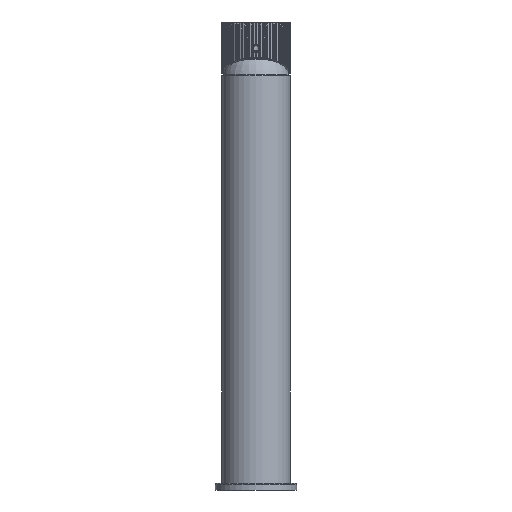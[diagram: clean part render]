
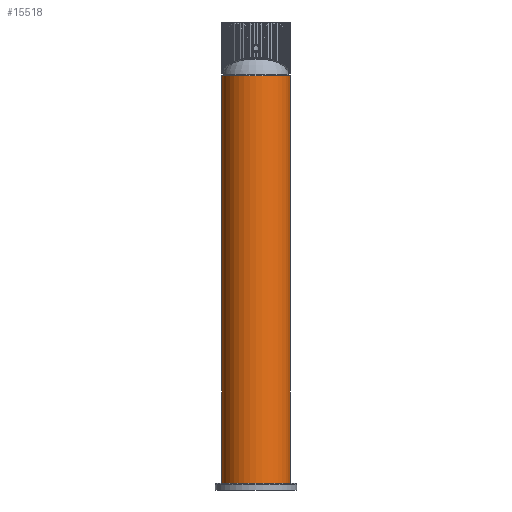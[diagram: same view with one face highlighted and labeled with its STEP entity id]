
A CAD part, left-side view. The second image highlights one B-rep face of the part: STEP entity #15518.
In plain terms, the highlighted cylindrical face has radius 21 mm (diameter 42 mm), a full revolution.
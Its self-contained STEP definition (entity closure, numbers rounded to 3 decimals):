
#2172=CIRCLE('',#23024,21.);
#2173=CIRCLE('',#23025,21.);
#2902=CYLINDRICAL_SURFACE('',#23023,21.);
#3216=ORIENTED_EDGE('',*,*,#8082,.T.);
#3217=ORIENTED_EDGE('',*,*,#8083,.T.);
#3218=ORIENTED_EDGE('',*,*,#8084,.F.);
#8082=EDGE_CURVE('',#10515,#10515,#2172,.F.);
#8083=EDGE_CURVE('',#10516,#10516,#2173,.T.);
#8084=EDGE_CURVE('',#10517,#10517,#12037,.T.);
#10515=VERTEX_POINT('',#29817);
#10516=VERTEX_POINT('',#29819);
#10517=VERTEX_POINT('',#29837);
#12037=B_SPLINE_CURVE_WITH_KNOTS('',3,(#29820,#29821,#29822,#29823,#29824,
#29825,#29826,#29827,#29828,#29829,#29830,#29831,#29832,#29833,#29834,#29835,
#29836),.UNSPECIFIED.,.T.,.F.,(1,1,1,1,1,1,1,1,1,1,1,1,1,1,1,1,1,1,1,1,
1),(-0.007,-0.005,-0.002,0.,
0.002,0.005,0.009,0.012,
0.014,0.017,0.019,0.021,
0.024,0.028,0.031,0.033,
0.035,0.038,0.04,0.042,
0.047),.UNSPECIFIED.);
#12847=EDGE_LOOP('',(#3216));
#12848=EDGE_LOOP('',(#3217));
#12849=EDGE_LOOP('',(#3218));
#14029=FACE_BOUND('',#12847,.T.);
#14030=FACE_BOUND('',#12848,.T.);
#14031=FACE_BOUND('',#12849,.T.);
#15518=ADVANCED_FACE('',(#14029,#14030,#14031),#2902,.T.);
#23023=AXIS2_PLACEMENT_3D('',#29815,#24604,#24605);
#23024=AXIS2_PLACEMENT_3D('',#29816,#24606,#24607);
#23025=AXIS2_PLACEMENT_3D('',#29818,#24608,#24609);
#24604=DIRECTION('',(0.,0.,1.));
#24605=DIRECTION('',(1.,0.,0.));
#24606=DIRECTION('',(0.,0.,-1.));
#24607=DIRECTION('',(-1.,0.,0.));
#24608=DIRECTION('',(0.,0.,-1.));
#24609=DIRECTION('',(-1.,0.,0.));
#29815=CARTESIAN_POINT('',(0.,0.,0.));
#29816=CARTESIAN_POINT('',(0.,0.,0.2));
#29817=CARTESIAN_POINT('',(-21.,0.,0.2));
#29818=CARTESIAN_POINT('',(0.,0.,248.8));
#29819=CARTESIAN_POINT('',(-21.,0.,248.8));
#29820=CARTESIAN_POINT('',(20.795,3.162,236.281));
#29821=CARTESIAN_POINT('',(21.027,0.891,237.094));
#29822=CARTESIAN_POINT('',(20.989,-1.526,236.964));
#29823=CARTESIAN_POINT('',(20.607,-4.412,235.585));
#29824=CARTESIAN_POINT('',(20.081,-6.137,232.706));
#29825=CARTESIAN_POINT('',(20.137,-5.967,229.479));
#29826=CARTESIAN_POINT('',(20.431,-4.928,227.313));
#29827=CARTESIAN_POINT('',(20.796,-3.156,225.716));
#29828=CARTESIAN_POINT('',(21.027,-0.894,224.907));
#29829=CARTESIAN_POINT('',(20.989,1.519,225.034));
#29830=CARTESIAN_POINT('',(20.607,4.409,226.411));
#29831=CARTESIAN_POINT('',(20.081,6.139,229.298));
#29832=CARTESIAN_POINT('',(20.137,5.966,232.523));
#29833=CARTESIAN_POINT('',(20.43,4.93,234.683));
#29834=CARTESIAN_POINT('',(20.795,3.162,236.281));
#29835=CARTESIAN_POINT('',(21.027,0.891,237.094));
#29836=CARTESIAN_POINT('',(20.989,-1.526,236.964));
#29837=CARTESIAN_POINT('',(20.982,0.867,236.937));
